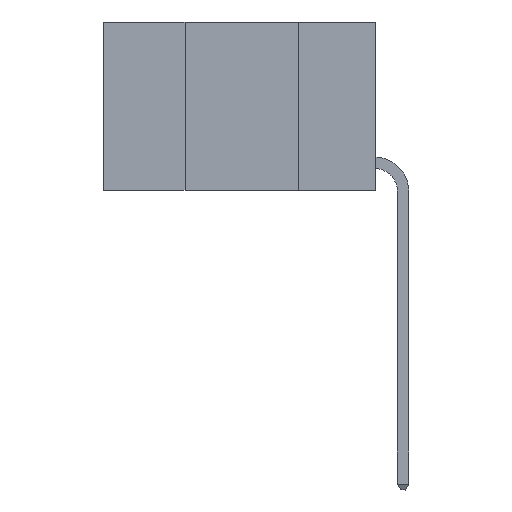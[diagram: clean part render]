
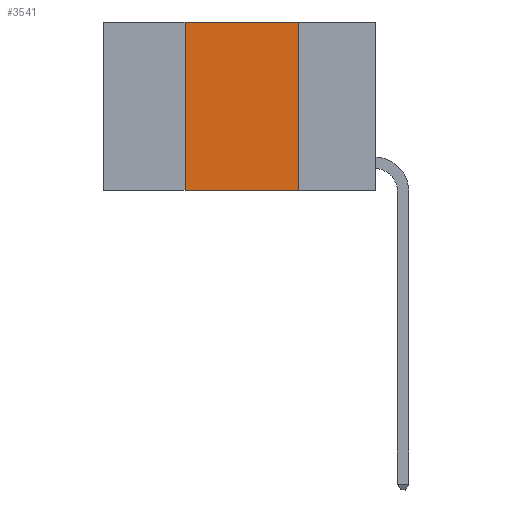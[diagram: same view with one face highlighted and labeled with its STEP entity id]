
A CAD part, left-side view. The second image highlights one B-rep face of the part: STEP entity #3541.
In plain terms, the highlighted planar face has unit normal (-1, 0, 0).
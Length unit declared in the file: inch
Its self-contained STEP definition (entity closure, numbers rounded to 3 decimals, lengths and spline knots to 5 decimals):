
#98 = ORIENTED_EDGE ( 'NONE', *, *, #1662, .F. ) ;
#221 = ORIENTED_EDGE ( 'NONE', *, *, #12590, .F. ) ;
#254 = DIRECTION ( 'NONE',  ( 0., -1., 0. ) ) ;
#942 = PLANE ( 'NONE',  #13663 ) ;
#1660 = DIRECTION ( 'NONE',  ( 0., -1., 0. ) ) ;
#1662 = EDGE_CURVE ( 'NONE', #6936, #11521, #1752, .T. ) ;
#1752 = LINE ( 'NONE', #13347, #13449 ) ;
#1818 = CARTESIAN_POINT ( 'NONE',  ( 0., 0.42, 0. ) ) ;
#1826 = FACE_OUTER_BOUND ( 'NONE', #4207, .T. ) ;
#2573 = DIRECTION ( 'NONE',  ( 0., 0., 1. ) ) ;
#3541 = ADVANCED_FACE ( 'NONE', ( #1826 ), #942, .F. ) ;
#3887 = DIRECTION ( 'NONE',  ( 0., 0., -1. ) ) ;
#4051 = CARTESIAN_POINT ( 'NONE',  ( 0., 0.17, 0. ) ) ;
#4207 = EDGE_LOOP ( 'NONE', ( #221, #10624, #98, #11509 ) ) ;
#4711 = EDGE_CURVE ( 'NONE', #6936, #9536, #10031, .T. ) ;
#5409 = DIRECTION ( 'NONE',  ( 0., 0., -1. ) ) ;
#6233 = CARTESIAN_POINT ( 'NONE',  ( 0., 0.6, 0. ) ) ;
#6413 = VECTOR ( 'NONE', #1660, 39.37008 ) ;
#6552 = DIRECTION ( 'NONE',  ( 1., 0., 0. ) ) ;
#6936 = VERTEX_POINT ( 'NONE', #11063 ) ;
#7005 = VECTOR ( 'NONE', #254, 39.37008 ) ;
#7090 = CARTESIAN_POINT ( 'NONE',  ( 0., 0.6, -0.37 ) ) ;
#7220 = CARTESIAN_POINT ( 'NONE',  ( 0., 0.6, 0. ) ) ;
#7349 = VECTOR ( 'NONE', #3887, 39.37008 ) ;
#7438 = EDGE_CURVE ( 'NONE', #11521, #7506, #9421, .T. ) ;
#7506 = VERTEX_POINT ( 'NONE', #4051 ) ;
#9421 = LINE ( 'NONE', #6233, #6413 ) ;
#9536 = VERTEX_POINT ( 'NONE', #12466 ) ;
#10031 = LINE ( 'NONE', #7090, #7005 ) ;
#10624 = ORIENTED_EDGE ( 'NONE', *, *, #7438, .F. ) ;
#11063 = CARTESIAN_POINT ( 'NONE',  ( 0., 0.42, -0.37 ) ) ;
#11074 = LINE ( 'NONE', #11857, #7349 ) ;
#11509 = ORIENTED_EDGE ( 'NONE', *, *, #4711, .T. ) ;
#11521 = VERTEX_POINT ( 'NONE', #1818 ) ;
#11857 = CARTESIAN_POINT ( 'NONE',  ( 0., 0.17, 0. ) ) ;
#12466 = CARTESIAN_POINT ( 'NONE',  ( 0., 0.17, -0.37 ) ) ;
#12590 = EDGE_CURVE ( 'NONE', #7506, #9536, #11074, .T. ) ;
#13347 = CARTESIAN_POINT ( 'NONE',  ( 0., 0.42, 0. ) ) ;
#13449 = VECTOR ( 'NONE', #2573, 39.37008 ) ;
#13663 = AXIS2_PLACEMENT_3D ( 'NONE', #7220, #6552, #5409 ) ;
